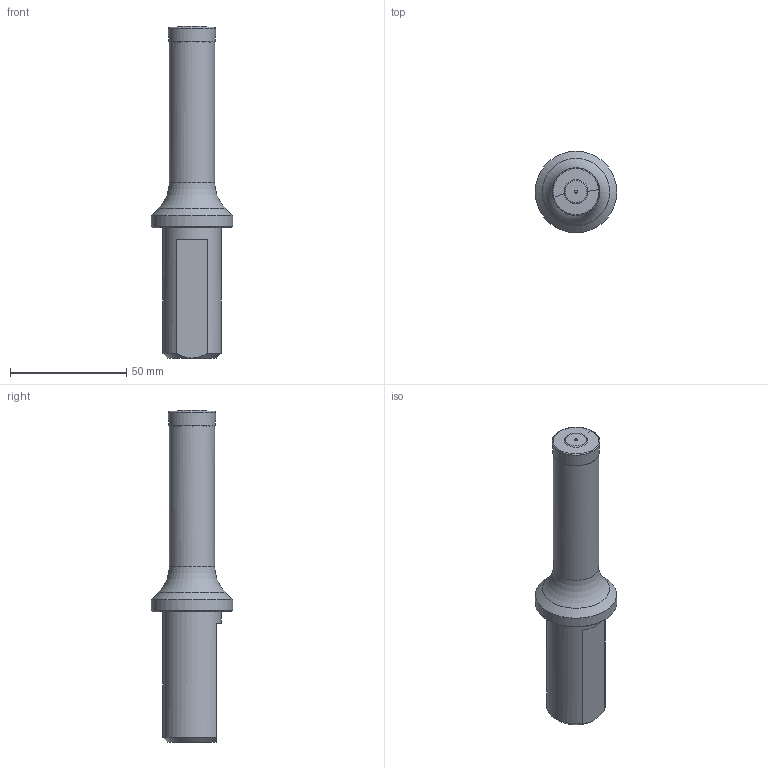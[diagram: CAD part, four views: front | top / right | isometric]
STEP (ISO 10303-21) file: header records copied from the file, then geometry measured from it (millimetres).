
FILE_DESCRIPTION(/* description */ (''),/* implementation_level */ '2;1');
FILE_NAME(/* name */ '803D_20,5_61,5_S25_115017942ndi000_00_SIM.stp',/* time_stamp */ '2020-06-03T07:29:06+02:00',/* author */ (''),/* organization */ (''),/* preprocessor_version */ 'ST-DEVELOPER v16.7',/* originating_system */ 'SIEMENS PLM Software NX 12.0',/* authorisation */ '');
FILE_SCHEMA (('AUTOMOTIVE_DESIGN { 1 0 10303 214 3 1 1 1 }'));
Length unit declared in the file: millimetre
Products named in the file (1): wq703A1C5D00c281
Bounding box: 35 x 35 x 142.5 mm (x, y, z)
Volume: 58692.2 mm3; surface area: 14121.3 mm2
Topology: 2 solids, 2 shells, 29 faces, 62 edges, 38 vertices
Faces by surface type: plane 10, cone 8, cylinder 5, revolution 5, torus 1
Full cylindrical faces by diameter (mm): 3 x2, 19.5 x1, 25 x1, 35 x1
Entity records: 731 total; most frequent: CARTESIAN_POINT 166, DIRECTION 115, ORIENTED_EDGE 72, AXIS2_PLACEMENT_3D 51, EDGE_LOOP 48, FACE_BOUND 41, EDGE_CURVE 36, VERTEX_POINT 32
